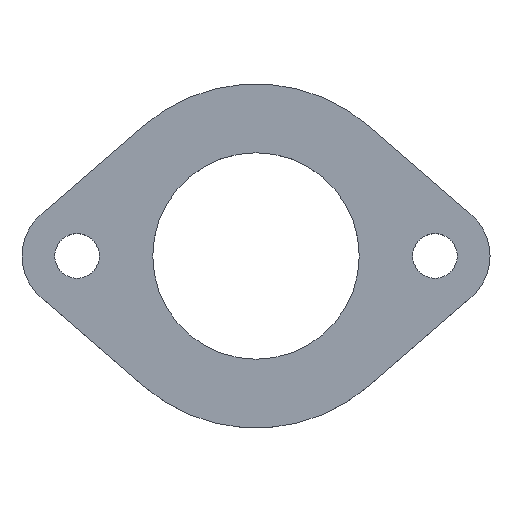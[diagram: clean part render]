
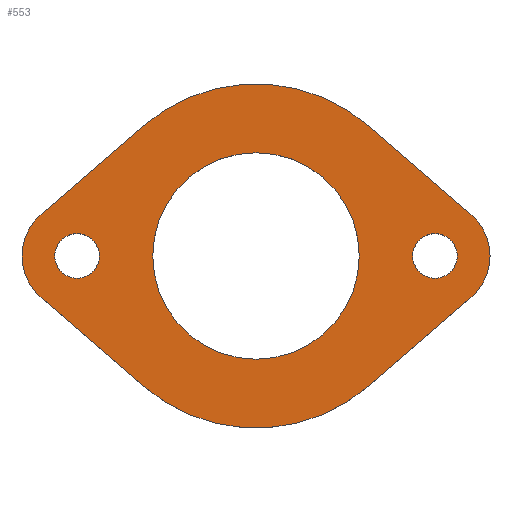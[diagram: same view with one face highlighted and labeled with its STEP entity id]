
A CAD part, top view. The second image highlights one B-rep face of the part: STEP entity #553.
In plain terms, the highlighted planar face has unit normal (0, 0, 1).
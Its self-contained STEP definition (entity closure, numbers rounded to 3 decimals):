
#49=CARTESIAN_POINT('',(-29.25,0.,5.0));
#50=VERTEX_POINT('',#49);
#59=CARTESIAN_POINT('',(-22.75,0.,5.0));
#60=VERTEX_POINT('',#59);
#61=CARTESIAN_POINT('',(-26.0,0.0,5.0));
#62=DIRECTION('',(0.0,0.0,-1.0));
#63=DIRECTION('',(-1.0,0.0,0.0));
#64=AXIS2_PLACEMENT_3D('',#61,#62,#63);
#65=CIRCLE('',#64,3.25);
#66=EDGE_CURVE('',#60,#50,#65,.T.);
#91=CARTESIAN_POINT('',(22.75,0.,5.0));
#92=VERTEX_POINT('',#91);
#101=CARTESIAN_POINT('',(29.25,0.,5.0));
#102=VERTEX_POINT('',#101);
#103=CARTESIAN_POINT('',(26.0,0.0,5.0));
#104=DIRECTION('',(0.0,0.0,-1.0));
#105=DIRECTION('',(-1.0,0.0,0.0));
#106=AXIS2_PLACEMENT_3D('',#103,#104,#105);
#107=CIRCLE('',#106,3.25);
#108=EDGE_CURVE('',#102,#92,#107,.T.);
#133=CARTESIAN_POINT('',(-15.0,0.,5.0));
#134=VERTEX_POINT('',#133);
#143=CARTESIAN_POINT('',(15.0,0.,5.0));
#144=VERTEX_POINT('',#143);
#145=CARTESIAN_POINT('',(0.0,0.0,5.0));
#146=DIRECTION('',(0.0,0.0,-1.0));
#147=DIRECTION('',(-1.0,0.0,0.0));
#148=AXIS2_PLACEMENT_3D('',#145,#146,#147);
#149=CIRCLE('',#148,15.0);
#150=EDGE_CURVE('',#144,#134,#149,.T.);
#184=CARTESIAN_POINT('',(0.0,0.0,5.0));
#185=DIRECTION('',(0.0,0.0,-1.0));
#186=DIRECTION('',(-1.0,0.0,0.0));
#187=AXIS2_PLACEMENT_3D('',#184,#185,#186);
#188=CIRCLE('',#187,15.0);
#189=EDGE_CURVE('',#134,#144,#188,.T.);
#208=CARTESIAN_POINT('',(26.0,0.0,5.0));
#209=DIRECTION('',(0.0,0.0,-1.0));
#210=DIRECTION('',(-1.0,0.0,0.0));
#211=AXIS2_PLACEMENT_3D('',#208,#209,#210);
#212=CIRCLE('',#211,3.25);
#213=EDGE_CURVE('',#92,#102,#212,.T.);
#232=CARTESIAN_POINT('',(-26.0,0.0,5.0));
#233=DIRECTION('',(0.0,0.0,-1.0));
#234=DIRECTION('',(-1.0,0.0,0.0));
#235=AXIS2_PLACEMENT_3D('',#232,#233,#234);
#236=CIRCLE('',#235,3.25);
#237=EDGE_CURVE('',#50,#60,#236,.T.);
#247=CARTESIAN_POINT('',(16.346,-18.916,5.0));
#248=VERTEX_POINT('',#247);
#249=CARTESIAN_POINT('',(-16.346,-18.916,5.0));
#250=VERTEX_POINT('',#249);
#251=CARTESIAN_POINT('',(0.0,0.0,5.0));
#252=DIRECTION('',(0.0,0.0,-1.0));
#253=DIRECTION('',(-0.654,-0.757,0.0));
#254=AXIS2_PLACEMENT_3D('',#251,#252,#253);
#255=CIRCLE('',#254,25.);
#256=EDGE_CURVE('',#248,#250,#255,.T.);
#289=CARTESIAN_POINT('',(-31.231,-6.053,5.0));
#290=VERTEX_POINT('',#289);
#291=CARTESIAN_POINT('',(-16.346,-18.916,5.0));
#292=DIRECTION('',(-0.757,0.654,0.0));
#293=VECTOR('',#292,19.672);
#294=LINE('',#291,#293);
#295=EDGE_CURVE('',#250,#290,#294,.T.);
#320=CARTESIAN_POINT('',(-31.231,6.053,5.0));
#321=VERTEX_POINT('',#320);
#322=CARTESIAN_POINT('',(-26.0,0.0,5.0));
#323=DIRECTION('',(0.0,0.0,-1.0));
#324=DIRECTION('',(-0.654,0.757,0.0));
#325=AXIS2_PLACEMENT_3D('',#322,#323,#324);
#326=CIRCLE('',#325,8.);
#327=EDGE_CURVE('',#290,#321,#326,.T.);
#353=CARTESIAN_POINT('',(-16.346,18.916,5.0));
#354=VERTEX_POINT('',#353);
#355=CARTESIAN_POINT('',(-31.231,6.053,5.0));
#356=DIRECTION('',(0.757,0.654,0.0));
#357=VECTOR('',#356,19.672);
#358=LINE('',#355,#357);
#359=EDGE_CURVE('',#321,#354,#358,.T.);
#384=CARTESIAN_POINT('',(16.346,18.916,5.0));
#385=VERTEX_POINT('',#384);
#386=CARTESIAN_POINT('',(0.0,0.0,5.0));
#387=DIRECTION('',(0.0,0.0,-1.));
#388=DIRECTION('',(0.654,0.757,0.0));
#389=AXIS2_PLACEMENT_3D('',#386,#387,#388);
#390=CIRCLE('',#389,25.);
#391=EDGE_CURVE('',#354,#385,#390,.T.);
#417=CARTESIAN_POINT('',(31.231,6.053,5.0));
#418=VERTEX_POINT('',#417);
#419=CARTESIAN_POINT('',(16.346,18.916,5.0));
#420=DIRECTION('',(0.757,-0.654,0.0));
#421=VECTOR('',#420,19.672);
#422=LINE('',#419,#421);
#423=EDGE_CURVE('',#385,#418,#422,.T.);
#448=CARTESIAN_POINT('',(31.231,-6.053,5.0));
#449=VERTEX_POINT('',#448);
#450=CARTESIAN_POINT('',(26.0,0.0,5.0));
#451=DIRECTION('',(0.0,0.0,-1.0));
#452=DIRECTION('',(0.654,-0.757,0.0));
#453=AXIS2_PLACEMENT_3D('',#450,#451,#452);
#454=CIRCLE('',#453,8.);
#455=EDGE_CURVE('',#418,#449,#454,.T.);
#481=CARTESIAN_POINT('',(31.231,-6.053,5.0));
#482=DIRECTION('',(-0.757,-0.654,0.0));
#483=VECTOR('',#482,19.672);
#484=LINE('',#481,#483);
#485=EDGE_CURVE('',#449,#248,#484,.T.);
#526=CARTESIAN_POINT('',(0.,0.,5.0));
#527=DIRECTION('',(0.0,0.0,1.0));
#528=DIRECTION('',(1.0,0.0,0.0));
#529=AXIS2_PLACEMENT_3D('',#526,#527,#528);
#530=PLANE('',#529);
#531=ORIENTED_EDGE('',*,*,#256,.F.);
#532=ORIENTED_EDGE('',*,*,#485,.F.);
#533=ORIENTED_EDGE('',*,*,#455,.F.);
#534=ORIENTED_EDGE('',*,*,#423,.F.);
#535=ORIENTED_EDGE('',*,*,#391,.F.);
#536=ORIENTED_EDGE('',*,*,#359,.F.);
#537=ORIENTED_EDGE('',*,*,#327,.F.);
#538=ORIENTED_EDGE('',*,*,#295,.F.);
#539=EDGE_LOOP('',(#531,#532,#533,#534,#535,#536,#537,#538));
#540=FACE_OUTER_BOUND('',#539,.T.);
#541=ORIENTED_EDGE('',*,*,#150,.T.);
#542=ORIENTED_EDGE('',*,*,#189,.T.);
#543=EDGE_LOOP('',(#541,#542));
#544=FACE_BOUND('',#543,.T.);
#545=ORIENTED_EDGE('',*,*,#108,.T.);
#546=ORIENTED_EDGE('',*,*,#213,.T.);
#547=EDGE_LOOP('',(#545,#546));
#548=FACE_BOUND('',#547,.T.);
#549=ORIENTED_EDGE('',*,*,#66,.T.);
#550=ORIENTED_EDGE('',*,*,#237,.T.);
#551=EDGE_LOOP('',(#549,#550));
#552=FACE_BOUND('',#551,.T.);
#553=ADVANCED_FACE('',(#540,#544,#548,#552),#530,.T.);
